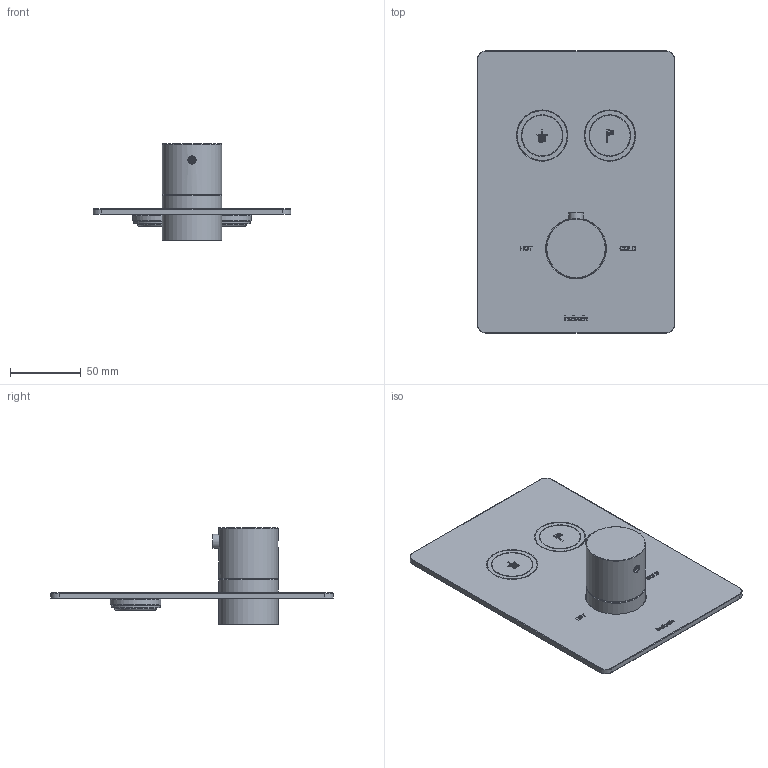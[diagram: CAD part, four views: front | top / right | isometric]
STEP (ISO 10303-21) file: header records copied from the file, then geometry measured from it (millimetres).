
FILE_DESCRIPTION(/* description */ ('Unknown'),/* implementation_level */ '2;1');
FILE_NAME(/* name */ 'PBQ009',/* time_stamp */ '2020-03-23T15:14:53+01:00',/* author */ ('Unknown'),/* organization */ ('Unknown'),/* preprocessor_version */ 'ST-DEVELOPER v16.7',/* originating_system */ 'DEX',/* authorisation */ $);
FILE_SCHEMA (('AUTOMOTIVE_DESIGN {1 0 10303 214 3 1 1}'));
Length unit declared in the file: millimetre
Products named in the file (9): PBQ009-00; PBQ009EXT-00_oa_0; F100900325+P1009KC500100_63 soffione; F100900325+P1009KC500100_63 doccia; F100900325+P1009KC500100_64; F100900325+P1009KC500101_58; F100900325+P1009KC500100_66; F100900325+P1009KC500100_67; F100900325+P1009KC500100_68
Assembly tree (9 placements, depth 3):
  PBQ009-00
    PBQ009EXT-00_oa_0
      F100900325+P1009KC500100_63 soffione
      F100900325+P1009KC500100_63 doccia
      F100900325+P1009KC500100_64  x2
      F100900325+P1009KC500101_58
      F100900325+P1009KC500100_66
      F100900325+P1009KC500100_67
      F100900325+P1009KC500100_68
Bounding box: 140 x 200 x 68.3 mm (x, y, z)
Volume: 121481.6 mm3; surface area: 89373.5 mm2
Topology: 8 solids, 8 shells, 715 faces, 1658 edges, 1051 vertices
Faces by surface type: plane 325, cylinder 186, bspline 74, torus 68, cone 62
Full cylindrical faces by diameter (mm): 0.521 x30, 0.62 x12, 2.459 x1, 3.2 x1, 4.134 x1, 4.5 x1, 5.2 x1, 7 x1, 7.5 x1, 10 x2, 10.2 x1, 13 x1, 26.2 x2, 28.95 x2, 29.4 x2, 29.5 x2, 32.1 x2, 33.6 x2, 34.8 x2, 35.4 x2, 35.8 x4, 36 x2, 38 x3, 40 x1, 42 x2, 42.5 x2, 44.8 x1
Entity records: 25434 total; most frequent: CARTESIAN_POINT 6244, DIRECTION 3085, ORIENTED_EDGE 2978, EDGE_CURVE 1489, AXIS2_PLACEMENT_3D 1154, VERTEX_POINT 1018, FACE_BOUND 931, EDGE_LOOP 929
